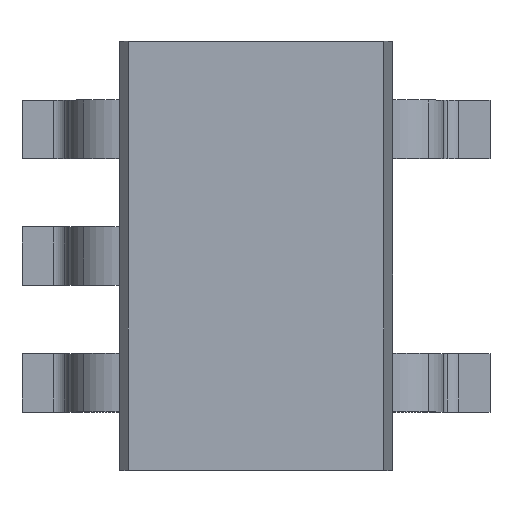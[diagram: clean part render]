
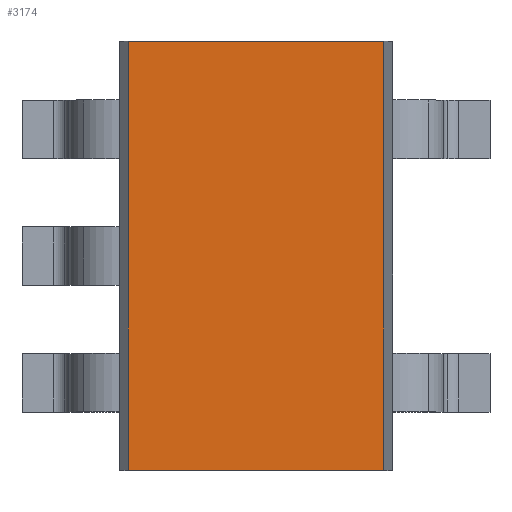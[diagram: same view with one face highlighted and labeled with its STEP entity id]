
A CAD part, top view. The second image highlights one B-rep face of the part: STEP entity #3174.
In plain terms, the highlighted planar face has unit normal (0, 0, 1).
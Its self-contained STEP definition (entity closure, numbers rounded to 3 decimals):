
#2902=CARTESIAN_POINT('',(0.655,1.1,1.));
#2903=VERTEX_POINT('',#2902);
#2910=CARTESIAN_POINT('',(0.655,-1.1,1.0));
#2911=VERTEX_POINT('',#2910);
#2912=CARTESIAN_POINT('',(0.655,-1.1,1.0));
#2913=DIRECTION('',(0.0,1.0,0.0));
#2914=VECTOR('',#2913,2.2);
#2915=LINE('',#2912,#2914);
#2916=EDGE_CURVE('',#2911,#2903,#2915,.T.);
#2942=CARTESIAN_POINT('',(-0.655,-1.1,1.0));
#2943=VERTEX_POINT('',#2942);
#2989=CARTESIAN_POINT('',(-0.655,-1.1,1.0));
#2990=DIRECTION('',(1.0,0.0,0.0));
#2991=VECTOR('',#2990,1.309);
#2992=LINE('',#2989,#2991);
#2993=EDGE_CURVE('',#2943,#2911,#2992,.T.);
#3003=CARTESIAN_POINT('',(-0.655,1.1,1.));
#3004=VERTEX_POINT('',#3003);
#3020=CARTESIAN_POINT('',(-0.655,1.1,1.));
#3021=DIRECTION('',(0.0,-1.0,0.0));
#3022=VECTOR('',#3021,2.2);
#3023=LINE('',#3020,#3022);
#3024=EDGE_CURVE('',#2943,#3004,#3023,.F.);
#3043=CARTESIAN_POINT('',(0.655,1.1,1.));
#3044=DIRECTION('',(-1.0,0.0,0.0));
#3045=VECTOR('',#3044,1.309);
#3046=LINE('',#3043,#3045);
#3047=EDGE_CURVE('',#2903,#3004,#3046,.T.);
#3163=CARTESIAN_POINT('',(0.642,-1.1,1.0));
#3164=DIRECTION('',(0.0,0.0,1.0));
#3165=DIRECTION('',(1.0,0.0,0.0));
#3166=AXIS2_PLACEMENT_3D('',#3163,#3164,#3165);
#3167=PLANE('',#3166);
#3168=ORIENTED_EDGE('',*,*,#3047,.T.);
#3169=ORIENTED_EDGE('',*,*,#3024,.F.);
#3170=ORIENTED_EDGE('',*,*,#2993,.T.);
#3171=ORIENTED_EDGE('',*,*,#2916,.T.);
#3172=EDGE_LOOP('',(#3168,#3169,#3170,#3171));
#3173=FACE_OUTER_BOUND('',#3172,.T.);
#3174=ADVANCED_FACE('',(#3173),#3167,.T.);
